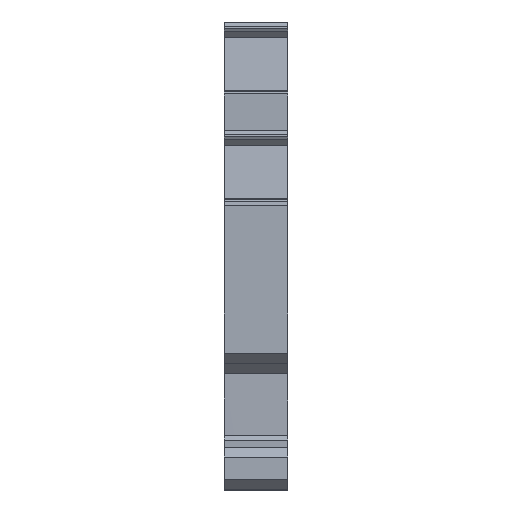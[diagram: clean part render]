
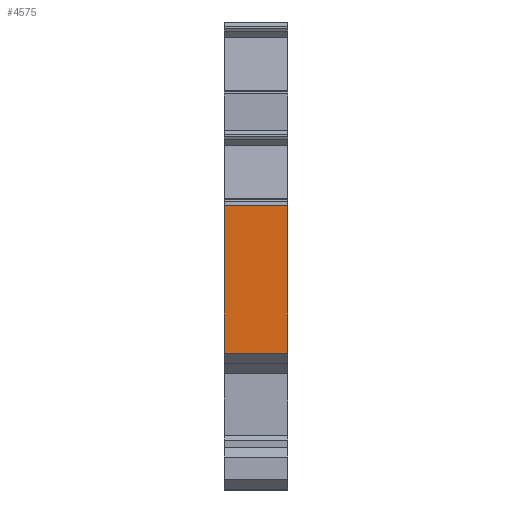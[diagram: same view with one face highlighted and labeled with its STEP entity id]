
A CAD part, left-side view. The second image highlights one B-rep face of the part: STEP entity #4575.
In plain terms, the highlighted free-form (B-spline) face has degree [1, 1] with [2, 2] control points.
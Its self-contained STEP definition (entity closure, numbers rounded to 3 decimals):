
#773=CARTESIAN_POINT('',(-42.659,-6.316,21.933));
#774=VERTEX_POINT('',#773);
#789=CARTESIAN_POINT('',(-42.659,-0.116,21.933));
#790=VERTEX_POINT('',#789);
#796=CARTESIAN_POINT('',(-42.659,-0.116,21.933));
#797=CARTESIAN_POINT('',(-42.659,-6.316,21.933));
#798=B_SPLINE_CURVE_WITH_KNOTS('',1,(#796,#797),.POLYLINE_FORM.,.F.,.U.,(2,2),(0.,1.),.UNSPECIFIED.);
#799=EDGE_CURVE('',#790,#774,#798,.T.);
#824=CARTESIAN_POINT('',(-42.659,-6.316,7.45));
#825=VERTEX_POINT('',#824);
#832=CARTESIAN_POINT('',(-42.659,-0.116,7.45));
#833=VERTEX_POINT('',#832);
#834=CARTESIAN_POINT('',(-42.659,-0.116,7.45));
#835=CARTESIAN_POINT('',(-42.659,-6.316,7.45));
#836=B_SPLINE_CURVE_WITH_KNOTS('',1,(#834,#835),.POLYLINE_FORM.,.F.,.U.,(2,2),(0.,1.),.UNSPECIFIED.);
#837=EDGE_CURVE('',#833,#825,#836,.T.);
#4556=CARTESIAN_POINT('',(-42.659,19.786,41.49));
#4557=CARTESIAN_POINT('',(-42.659,-20.017,41.49));
#4558=CARTESIAN_POINT('',(-42.659,19.786,1.687));
#4559=CARTESIAN_POINT('',(-42.659,-20.017,1.687));
#4560=B_SPLINE_SURFACE_WITH_KNOTS('',1,1,((#4556,#4557),(#4558,#4559)),.PLANE_SURF.,.F.,.F.,.U.,(2,2),(2,2),(0.,1.),(0.,1.),.UNSPECIFIED.);
#4561=ORIENTED_EDGE('',*,*,#837,.T.);
#4562=CARTESIAN_POINT('',(-42.659,-6.316,21.933));
#4563=CARTESIAN_POINT('',(-42.659,-6.316,7.45));
#4564=B_SPLINE_CURVE_WITH_KNOTS('',1,(#4562,#4563),.POLYLINE_FORM.,.F.,.U.,(2,2),(0.,1.),.UNSPECIFIED.);
#4565=EDGE_CURVE('',#774,#825,#4564,.T.);
#4566=ORIENTED_EDGE('',*,*,#4565,.F.);
#4567=ORIENTED_EDGE('',*,*,#799,.F.);
#4568=CARTESIAN_POINT('',(-42.659,-0.116,7.45));
#4569=CARTESIAN_POINT('',(-42.659,-0.116,21.933));
#4570=B_SPLINE_CURVE_WITH_KNOTS('',1,(#4568,#4569),.POLYLINE_FORM.,.F.,.U.,(2,2),(0.,1.),.UNSPECIFIED.);
#4571=EDGE_CURVE('',#833,#790,#4570,.T.);
#4572=ORIENTED_EDGE('',*,*,#4571,.F.);
#4573=EDGE_LOOP('',(#4561,#4566,#4567,#4572));
#4574=FACE_OUTER_BOUND('',#4573,.T.);
#4575=ADVANCED_FACE('',(#4574),#4560,.T.);
